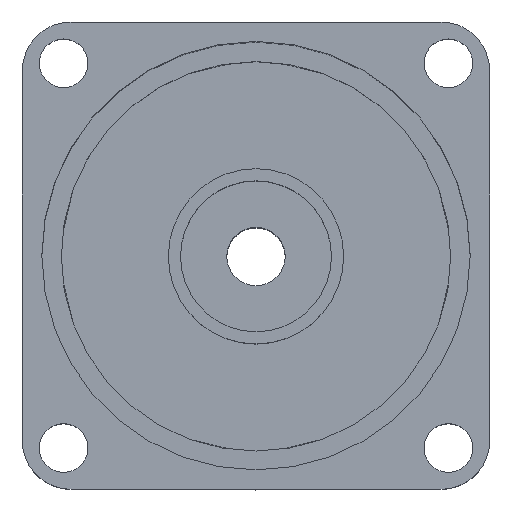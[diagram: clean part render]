
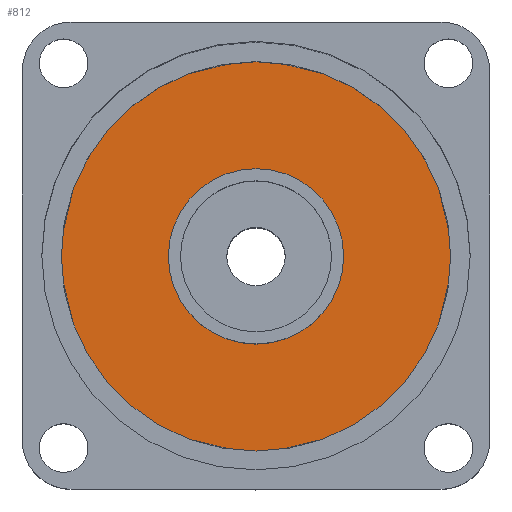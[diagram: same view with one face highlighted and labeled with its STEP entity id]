
A CAD part, top view. The second image highlights one B-rep face of the part: STEP entity #812.
In plain terms, the highlighted planar face has unit normal (0, 0, 1).
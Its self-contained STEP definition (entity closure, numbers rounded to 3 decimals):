
#514 = VERTEX_POINT('',#515);
#515 = CARTESIAN_POINT('',(9.,0.,-8.));
#523 = EDGE_CURVE('',#514,#514,#524,.T.);
#524 = CIRCLE('',#525,9.);
#525 = AXIS2_PLACEMENT_3D('',#526,#527,#528);
#526 = CARTESIAN_POINT('',(0.,0.,-8.));
#527 = DIRECTION('',(0.,0.,1.));
#528 = DIRECTION('',(1.,0.,0.));
#812 = ADVANCED_FACE('',(#813,#824),#827,.T.);
#813 = FACE_BOUND('',#814,.T.);
#814 = EDGE_LOOP('',(#815));
#815 = ORIENTED_EDGE('',*,*,#816,.F.);
#816 = EDGE_CURVE('',#817,#817,#819,.T.);
#817 = VERTEX_POINT('',#818);
#818 = CARTESIAN_POINT('',(20.,0.,-8.));
#819 = CIRCLE('',#820,20.);
#820 = AXIS2_PLACEMENT_3D('',#821,#822,#823);
#821 = CARTESIAN_POINT('',(0.,0.,-8.));
#822 = DIRECTION('',(0.,0.,-1.));
#823 = DIRECTION('',(1.,0.,0.));
#824 = FACE_BOUND('',#825,.T.);
#825 = EDGE_LOOP('',(#826));
#826 = ORIENTED_EDGE('',*,*,#523,.F.);
#827 = PLANE('',#828);
#828 = AXIS2_PLACEMENT_3D('',#829,#830,#831);
#829 = CARTESIAN_POINT('',(0.,0.,-8.));
#830 = DIRECTION('',(0.,0.,1.));
#831 = DIRECTION('',(1.,0.,0.));
